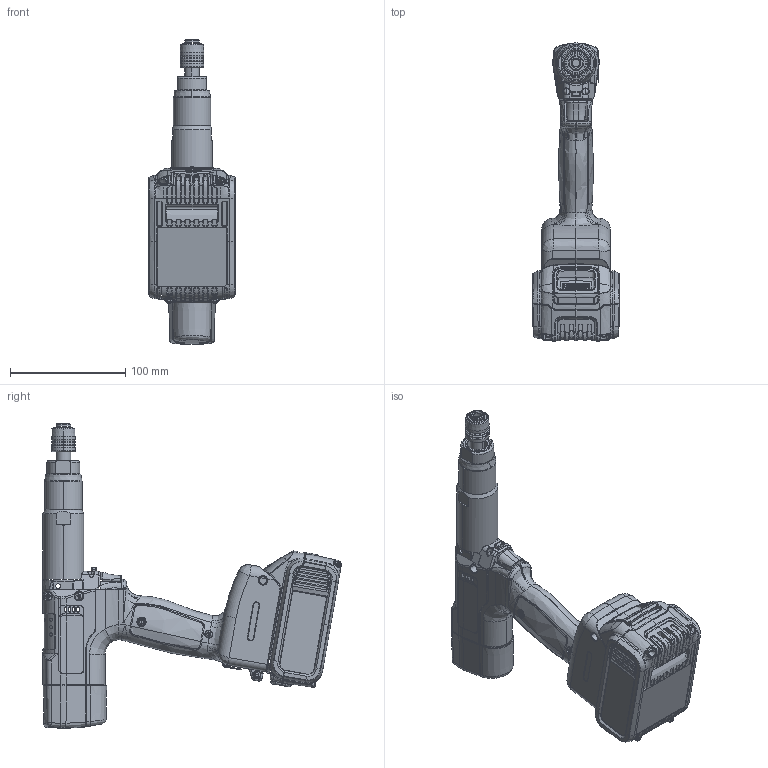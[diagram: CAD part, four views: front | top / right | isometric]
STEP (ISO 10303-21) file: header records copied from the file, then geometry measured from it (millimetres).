
FILE_DESCRIPTION((''),'2;1');
FILE_NAME('1SHRINK_B12PB-14','2015-07-31T',('TAS0721'),(''),'PRO/ENGINEER BY PARAMETRIC TECHNOLOGY CORPORATION, 2010430','PRO/ENGINEER BY PARAMETRIC TECHNOLOGY CORPORATION, 2010430','');
FILE_SCHEMA(('CONFIG_CONTROL_DESIGN'));
Products named in the file (1): 1SHRINK_B12PB-14
Bounding box: 75.5 x 259.19 x 264.61 mm (x, y, z)
Surface area: 103854.8 mm2 (no closed solid volume)
Topology: 0 solids, 126 shells, 1086 faces, 4692 edges, 3642 vertices
Faces by surface type: bspline 488, cylinder 227, plane 218, cone 54, torus 53, extrusion 38, sphere 6, revolution 2
Entity records: 89471 total; most frequent: CARTESIAN_POINT 58100, ORIENTED_EDGE 6380, EDGE_CURVE 4690, DIRECTION 4426, VERTEX_POINT 3642, B_SPLINE_CURVE_WITH_KNOTS 2284, VECTOR 1660, LINE 1622
